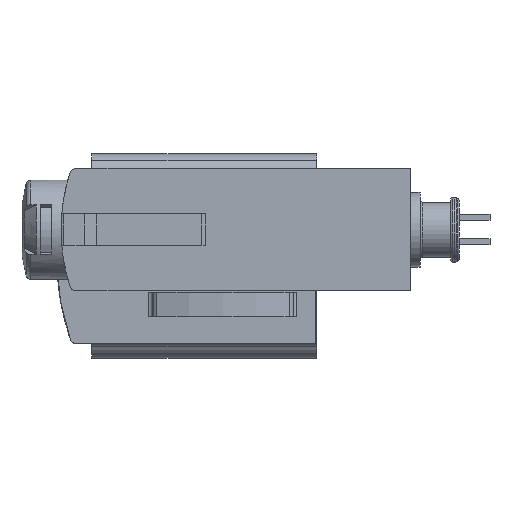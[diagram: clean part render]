
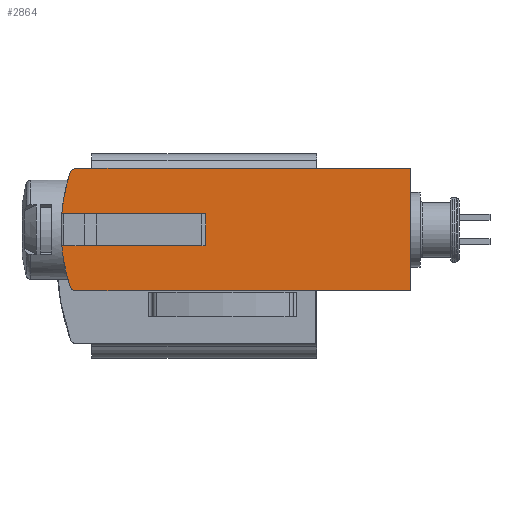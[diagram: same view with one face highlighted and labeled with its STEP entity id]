
A CAD part, left-side view. The second image highlights one B-rep face of the part: STEP entity #2864.
In plain terms, the highlighted planar face has unit normal (-1, 0, 0).
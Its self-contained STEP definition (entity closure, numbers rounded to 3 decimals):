
#41=PLANE('',#3119);
#224=LINE('',#4645,#470);
#233=LINE('',#4663,#479);
#234=LINE('',#4666,#480);
#235=LINE('',#4669,#481);
#236=LINE('',#4671,#482);
#237=LINE('',#4673,#483);
#470=VECTOR('',#3606,1000.);
#479=VECTOR('',#3617,1000.);
#480=VECTOR('',#3618,1000.);
#481=VECTOR('',#3621,1000.);
#482=VECTOR('',#3622,1000.);
#483=VECTOR('',#3625,1000.);
#673=CIRCLE('',#3070,15.);
#676=CIRCLE('',#3073,15.);
#707=CIRCLE('',#3120,0.5);
#708=CIRCLE('',#3121,0.5);
#963=ORIENTED_EDGE('',*,*,#1771,.T.);
#964=ORIENTED_EDGE('',*,*,#1772,.T.);
#965=ORIENTED_EDGE('',*,*,#1670,.F.);
#966=ORIENTED_EDGE('',*,*,#1773,.F.);
#967=ORIENTED_EDGE('',*,*,#1774,.T.);
#968=ORIENTED_EDGE('',*,*,#1775,.T.);
#969=ORIENTED_EDGE('',*,*,#1762,.F.);
#970=ORIENTED_EDGE('',*,*,#1776,.F.);
#971=ORIENTED_EDGE('',*,*,#1673,.F.);
#972=ORIENTED_EDGE('',*,*,#1777,.F.);
#1670=EDGE_CURVE('',#2079,#2080,#673,.T.);
#1673=EDGE_CURVE('',#2082,#2083,#676,.T.);
#1762=EDGE_CURVE('',#2160,#2161,#224,.T.);
#1771=EDGE_CURVE('',#2169,#2170,#233,.T.);
#1772=EDGE_CURVE('',#2170,#2080,#234,.T.);
#1773=EDGE_CURVE('',#2171,#2079,#707,.T.);
#1774=EDGE_CURVE('',#2171,#2172,#235,.T.);
#1775=EDGE_CURVE('',#2172,#2161,#236,.T.);
#1776=EDGE_CURVE('',#2083,#2160,#708,.T.);
#1777=EDGE_CURVE('',#2169,#2082,#237,.T.);
#2079=VERTEX_POINT('',#4452);
#2080=VERTEX_POINT('',#4453);
#2082=VERTEX_POINT('',#4457);
#2083=VERTEX_POINT('',#4459);
#2160=VERTEX_POINT('',#4644);
#2161=VERTEX_POINT('',#4646);
#2169=VERTEX_POINT('',#4664);
#2170=VERTEX_POINT('',#4665);
#2171=VERTEX_POINT('',#4668);
#2172=VERTEX_POINT('',#4670);
#2359=EDGE_LOOP('',(#963,#964,#965,#966,#967,#968,#969,#970,#971,#972));
#2594=FACE_BOUND('',#2359,.T.);
#2864=ADVANCED_FACE('',(#2594),#41,.F.);
#3070=AXIS2_PLACEMENT_3D('',#4451,#3453,#3454);
#3073=AXIS2_PLACEMENT_3D('',#4458,#3459,#3460);
#3119=AXIS2_PLACEMENT_3D('',#4662,#3615,#3616);
#3120=AXIS2_PLACEMENT_3D('',#4667,#3619,#3620);
#3121=AXIS2_PLACEMENT_3D('',#4672,#3623,#3624);
#3453=DIRECTION('',(1.,0.,0.));
#3454=DIRECTION('',(0.,0.,-1.));
#3459=DIRECTION('',(1.,0.,0.));
#3460=DIRECTION('',(0.,0.,-1.));
#3606=DIRECTION('',(0.,-1.,0.));
#3615=DIRECTION('',(1.,0.,0.));
#3616=DIRECTION('',(0.,0.,-1.));
#3617=DIRECTION('',(0.,0.,-1.));
#3618=DIRECTION('',(0.,1.,0.));
#3619=DIRECTION('',(1.,0.,0.));
#3620=DIRECTION('',(0.,0.,-1.));
#3621=DIRECTION('',(0.,-1.,0.));
#3622=DIRECTION('',(0.,0.,1.));
#3623=DIRECTION('',(1.,0.,0.));
#3624=DIRECTION('',(0.,0.,-1.));
#3625=DIRECTION('',(0.,1.,0.));
#4451=CARTESIAN_POINT('',(-102.4,5.85,0.));
#4452=CARTESIAN_POINT('',(-102.4,20.109,-4.655));
#4453=CARTESIAN_POINT('',(-102.4,20.794,-1.3));
#4457=CARTESIAN_POINT('',(-102.4,20.794,1.3));
#4458=CARTESIAN_POINT('',(-102.4,5.85,0.));
#4459=CARTESIAN_POINT('',(-102.4,20.109,4.655));
#4644=CARTESIAN_POINT('',(-102.4,19.634,5.));
#4645=CARTESIAN_POINT('',(-102.4,23.,5.));
#4646=CARTESIAN_POINT('',(-102.4,-7.65,5.));
#4662=CARTESIAN_POINT('',(-102.4,23.,-5.));
#4663=CARTESIAN_POINT('',(-102.4,9.05,1.3));
#4664=CARTESIAN_POINT('',(-102.4,9.05,1.3));
#4665=CARTESIAN_POINT('',(-102.4,9.05,-1.3));
#4666=CARTESIAN_POINT('',(-102.4,9.05,-1.3));
#4667=CARTESIAN_POINT('',(-102.4,19.634,-4.5));
#4668=CARTESIAN_POINT('',(-102.4,19.634,-5.));
#4669=CARTESIAN_POINT('',(-102.4,23.,-5.));
#4670=CARTESIAN_POINT('',(-102.4,-7.65,-5.));
#4671=CARTESIAN_POINT('',(-102.4,-7.65,-47.17));
#4672=CARTESIAN_POINT('',(-102.4,19.634,4.5));
#4673=CARTESIAN_POINT('',(-102.4,9.05,1.3));
